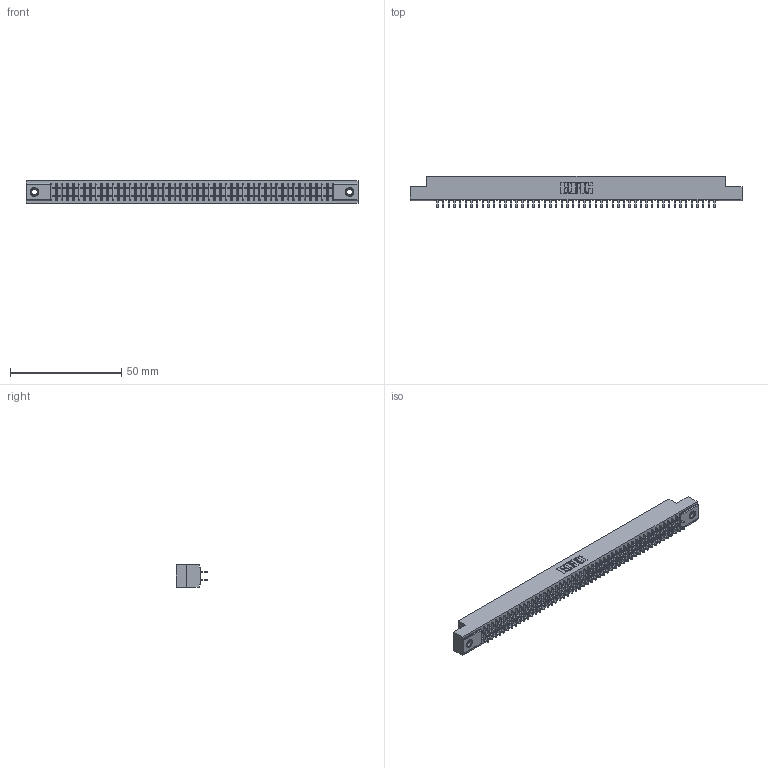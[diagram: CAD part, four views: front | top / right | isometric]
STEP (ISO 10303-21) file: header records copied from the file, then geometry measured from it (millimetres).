
FILE_DESCRIPTION (( 'STEP AP203' ), '1' );
FILE_NAME ('341-100-520-207.STEP', '2018-08-08T02:40:58', ( '' ), ( '' ), 'SwSTEP 2.0', 'SolidWorks 2016', '' );
FILE_SCHEMA (( 'CONFIG_CONTROL_DESIGN' ));
Length unit declared in the file: inch
Products named in the file (4): 341 Part_.156 (3.96) Dia Mounting Holes; 341-292-001_341-292-120; 345-250-001_345-250-005-103; 341-100-520-207
Assembly tree (103 placements, depth 2):
  341-100-520-207
    341 Part_.156 (3.96) Dia Mounting Holes
    341-292-001_341-292-120  x100
    345-250-001_345-250-005-103  x2
Bounding box: 149.22 x 14.27 x 10.16 mm (x, y, z)
Volume: 11017 mm3; surface area: 19750.4 mm2
Topology: 103 solids, 103 shells, 6776 faces, 19602 edges, 12690 vertices
Faces by surface type: plane 4100, cylinder 2460, sphere 102, torus 102, cone 12
Entity records: 60630 total; most frequent: CARTESIAN_POINT 10061, ORIENTED_EDGE 9992, DIRECTION 9768, EDGE_CURVE 4996, LINE 4042, VECTOR 4042, VERTEX_POINT 3156, AXIS2_PLACEMENT_3D 2863
